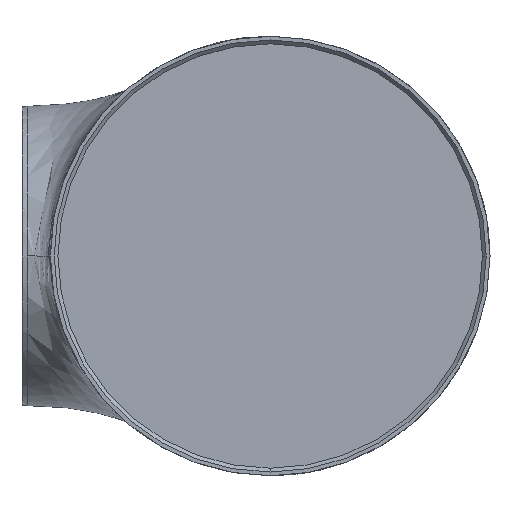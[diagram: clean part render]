
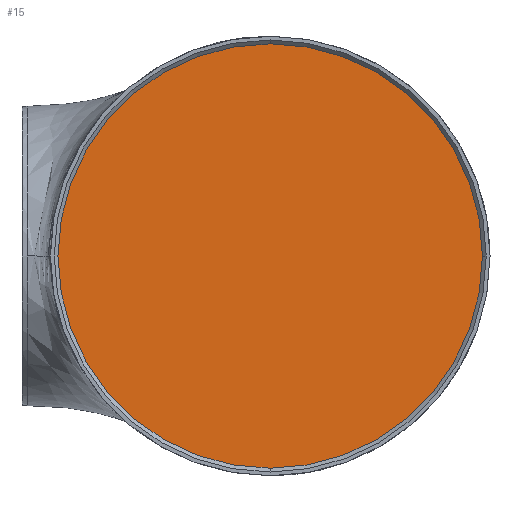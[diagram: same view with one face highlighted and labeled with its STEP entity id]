
A CAD part, front view. The second image highlights one B-rep face of the part: STEP entity #15.
In plain terms, the highlighted planar face has unit normal (0, -1, 0).
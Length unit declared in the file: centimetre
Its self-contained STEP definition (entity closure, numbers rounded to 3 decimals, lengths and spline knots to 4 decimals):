
#15 = ADVANCED_FACE ( 'NONE', ( #719 ), #1119, .T. ) ;
#65 = VERTEX_POINT ( 'NONE', #337 ) ;
#212 = DIRECTION ( 'NONE',  ( 0., 1., 0. ) ) ;
#213 = CIRCLE ( 'NONE', #836, 5.6 ) ;
#321 = DIRECTION ( 'NONE',  ( 0., 0., -1. ) ) ;
#337 = CARTESIAN_POINT ( 'NONE',  ( 0., -5.105, -5.6 ) ) ;
#363 = EDGE_CURVE ( 'NONE', #485, #65, #647, .T. ) ;
#376 = ORIENTED_EDGE ( 'NONE', *, *, #1159, .F. ) ;
#394 = ORIENTED_EDGE ( 'NONE', *, *, #363, .F. ) ;
#485 = VERTEX_POINT ( 'NONE', #1145 ) ;
#540 = AXIS2_PLACEMENT_3D ( 'NONE', #618, #882, #321 ) ;
#566 = DIRECTION ( 'NONE',  ( 0., 1., 0. ) ) ;
#618 = CARTESIAN_POINT ( 'NONE',  ( 0., -5.105, 0. ) ) ;
#647 = CIRCLE ( 'NONE', #1151, 5.6 ) ;
#719 = FACE_OUTER_BOUND ( 'NONE', #1008, .T. ) ;
#765 = CARTESIAN_POINT ( 'NONE',  ( 0., -5.105, 0. ) ) ;
#836 = AXIS2_PLACEMENT_3D ( 'NONE', #765, #566, #969 ) ;
#882 = DIRECTION ( 'NONE',  ( 0., -1., 0. ) ) ;
#969 = DIRECTION ( 'NONE',  ( 0., 0., -1. ) ) ;
#1008 = EDGE_LOOP ( 'NONE', ( #394, #376 ) ) ;
#1106 = CARTESIAN_POINT ( 'NONE',  ( 0., -5.105, 0. ) ) ;
#1119 = PLANE ( 'NONE',  #540 ) ;
#1145 = CARTESIAN_POINT ( 'NONE',  ( 0., -5.105, 5.6 ) ) ;
#1151 = AXIS2_PLACEMENT_3D ( 'NONE', #1106, #212, #1223 ) ;
#1159 = EDGE_CURVE ( 'NONE', #65, #485, #213, .T. ) ;
#1223 = DIRECTION ( 'NONE',  ( 0., 0., -1. ) ) ;
